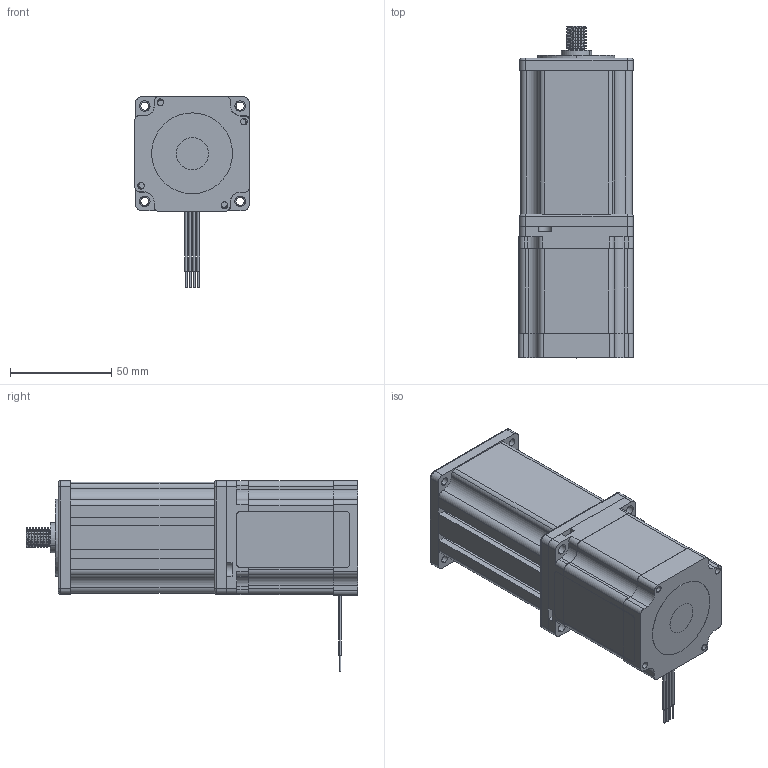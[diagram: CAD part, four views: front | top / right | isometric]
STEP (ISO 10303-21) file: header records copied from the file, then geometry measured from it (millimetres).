
FILE_DESCRIPTION (( 'STEP AP214' ), '1' );
FILE_NAME ('23C22-150.STEP', '2023-03-07T07:54:45', ( '' ), ( '' ), 'SwSTEP 2.0', 'SolidWorks 2022', '' );
FILE_SCHEMA (( 'AUTOMOTIVE_DESIGN' ));
Length unit declared in the file: millimetre
Products named in the file (12): 04-027.STP; 10-014.STP; 23C22-150.STP; 01-011.STP; 23C22-150; 57铭牌.STP; 01-012.STP; 01-030.STP; 57双厚标签.STP; 02-028.STP; 08-008.STP; 01-028.STP
Assembly tree (11 placements, depth 3):
  23C22-150
    23C22-150.STP
      01-011.STP
      01-012.STP
      01-028.STP
      01-030.STP
      02-028.STP
      04-027.STP
      08-008.STP
      10-014.STP
      57双厚标签.STP
      57铭牌.STP
Bounding box: 56.82 x 164.15 x 94.3 mm (x, y, z)
Volume: 199296.7 mm3; surface area: 120800.2 mm2
Topology: 10 solids, 10 shells, 1022 faces, 2875 edges, 1903 vertices
Faces by surface type: cylinder 632, plane 361, cone 14, torus 12, bspline 3
Entity records: 35935 total; most frequent: CARTESIAN_POINT 7739, DIRECTION 6175, ORIENTED_EDGE 5746, EDGE_CURVE 2873, AXIS2_PLACEMENT_3D 2324, VERTEX_POINT 1903, VECTOR 1527, LINE 1527
